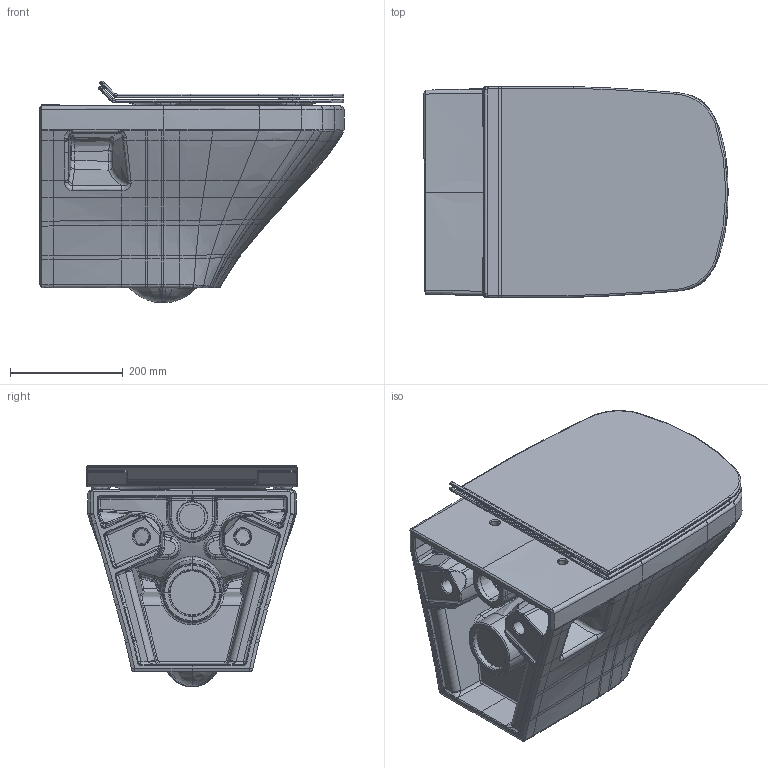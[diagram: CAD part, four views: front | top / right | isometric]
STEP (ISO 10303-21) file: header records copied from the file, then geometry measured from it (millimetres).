
FILE_DESCRIPTION((''),'2;1');
FILE_NAME('253609.stp','2013-05-29T15:36:51',('Administrator'),(''),'Autodesk Inventor 2011','Autodesk Inventor 2011','');
FILE_SCHEMA(('CONFIG_CONTROL_DESIGN'));
Length unit declared in the file: millimetre
Products named in the file (6): 253609; DuraStyle WC-Sitz mittel; Deckel mittel; Sitz mittel; Gummipuffer
Assembly tree (10 placements, depth 3):
  253609
    253609
    DuraStyle WC-Sitz mittel
      Deckel mittel
      Sitz mittel
      Gummipuffer  x6
Bounding box: 540.11 x 374.56 x 393.98 mm (x, y, z)
Volume: 20184384.6 mm3; surface area: 1850029.8 mm2
Topology: 9 solids, 9 shells, 1809 faces, 4113 edges, 2297 vertices
Faces by surface type: bspline 1478, cylinder 124, plane 93, torus 72, sphere 26, cone 16
Full cylindrical faces by diameter (mm): 15 x2
Entity records: 176290 total; most frequent: CARTESIAN_POINT 143303, ORIENTED_EDGE 8042, EDGE_CURVE 4021, DIRECTION 3663, B_SPLINE_CURVE_WITH_KNOTS 2281, VERTEX_POINT 2251, EDGE_LOOP 1792, FACE_OUTER_BOUND 1779
